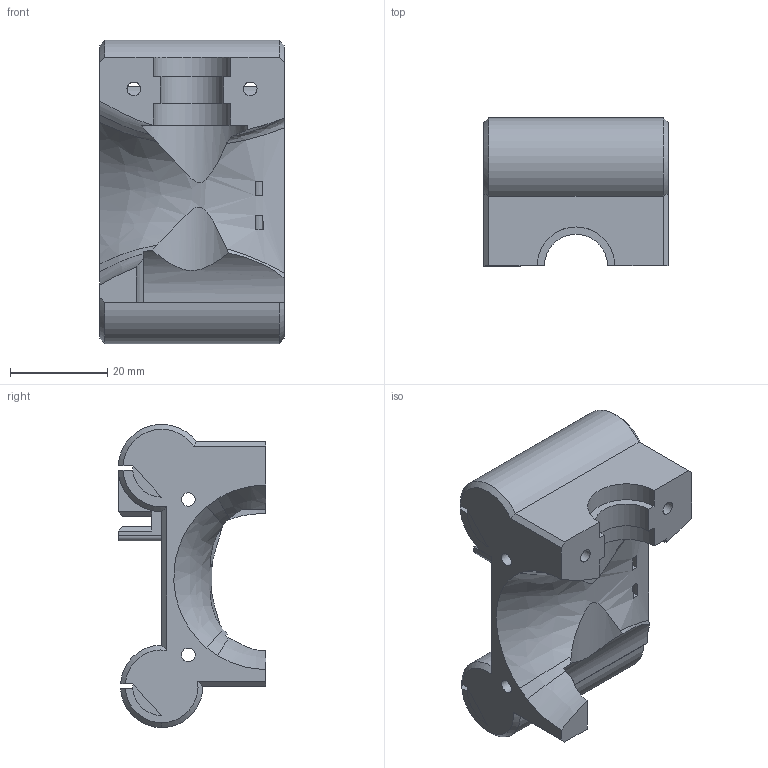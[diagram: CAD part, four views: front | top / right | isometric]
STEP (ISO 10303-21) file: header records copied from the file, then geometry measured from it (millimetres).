
FILE_DESCRIPTION(('FreeCAD Model'),'2;1');
FILE_NAME('Open CASCADE Shape Model','2023-04-18T19:29:25',('Author'),( ''),'Open CASCADE STEP processor 7.5','FreeCAD','Unknown');
FILE_SCHEMA(('AUTOMOTIVE_DESIGN { 1 0 10303 214 1 1 1 1 }'));
Length unit declared in the file: millimetre
Products named in the file (1): carriage
Bounding box: 38 x 30.5 x 62.49 mm (x, y, z)
Volume: 28957.8 mm3; surface area: 13471.9 mm2
Topology: 1 solids, 1 shells, 102 faces, 290 edges, 192 vertices
Faces by surface type: plane 57, cylinder 27, cone 10, bspline 8
Full cylindrical faces by diameter (mm): 2.8 x6
Entity records: 9584 total; most frequent: CARTESIAN_POINT 4202, DIRECTION 874, ORIENTED_EDGE 580, PCURVE 580, DEFINITIONAL_REPRESENTATION 580, LINE 476, VECTOR 476, EDGE_CURVE 290
